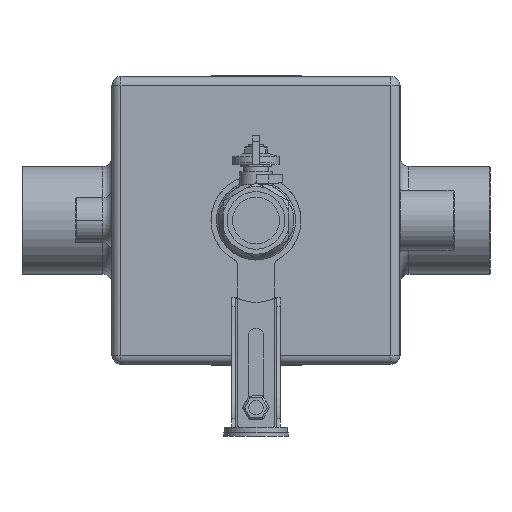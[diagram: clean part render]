
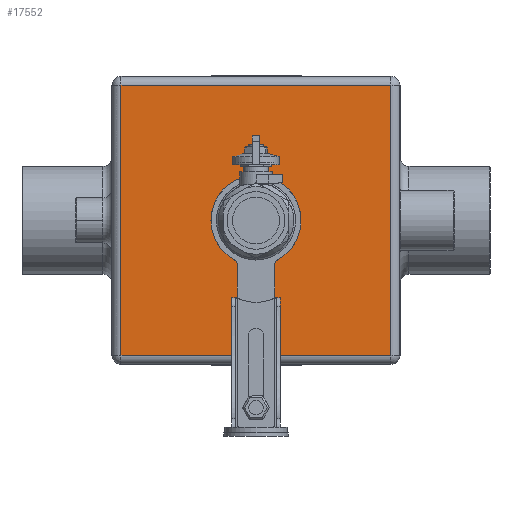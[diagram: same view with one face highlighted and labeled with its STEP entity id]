
A CAD part, front view. The second image highlights one B-rep face of the part: STEP entity #17552.
In plain terms, the highlighted planar face has unit normal (0, -1, 0).
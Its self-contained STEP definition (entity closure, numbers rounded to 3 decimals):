
#1228 = EDGE_CURVE ( 'NONE', #16355, #18833, #31471, .T. ) ;
#2126 = VERTEX_POINT ( 'NONE', #21008 ) ;
#2134 = ORIENTED_EDGE ( 'NONE', *, *, #22899, .T. ) ;
#2303 = DIRECTION ( 'NONE',  ( 0., 0., 1. ) ) ;
#3039 = EDGE_CURVE ( 'NONE', #18691, #16355, #3475, .T. ) ;
#3204 = VECTOR ( 'NONE', #25361, 1000. ) ;
#3295 = CARTESIAN_POINT ( 'NONE',  ( 75., -309., 80. ) ) ;
#3475 = LINE ( 'NONE', #6497, #14607 ) ;
#3625 = AXIS2_PLACEMENT_3D ( 'NONE', #17238, #19811, #4547 ) ;
#3704 = CIRCLE ( 'NONE', #3625, 21.85 ) ;
#4547 = DIRECTION ( 'NONE',  ( 0., 0., 1. ) ) ;
#4791 = DIRECTION ( 'NONE',  ( 1., 0., 0. ) ) ;
#6497 = CARTESIAN_POINT ( 'NONE',  ( -80., -309., 75. ) ) ;
#6709 = ORIENTED_EDGE ( 'NONE', *, *, #18666, .T. ) ;
#7858 = AXIS2_PLACEMENT_3D ( 'NONE', #12415, #19993, #2303 ) ;
#7875 = VECTOR ( 'NONE', #13531, 1000. ) ;
#8867 = DIRECTION ( 'NONE',  ( -1., 0., 0. ) ) ;
#8920 = ORIENTED_EDGE ( 'NONE', *, *, #28534, .T. ) ;
#9544 = CARTESIAN_POINT ( 'NONE',  ( 0., -309., 21.85 ) ) ;
#10068 = EDGE_LOOP ( 'NONE', ( #6709, #28805, #31673, #8920 ) ) ;
#10324 = CARTESIAN_POINT ( 'NONE',  ( 0., -309., 0. ) ) ;
#10685 = CARTESIAN_POINT ( 'NONE',  ( -75., -309., 75. ) ) ;
#12415 = CARTESIAN_POINT ( 'NONE',  ( 80., -309., 80. ) ) ;
#12914 = DIRECTION ( 'NONE',  ( 0., 0., 1. ) ) ;
#13531 = DIRECTION ( 'NONE',  ( 0., 0., 1. ) ) ;
#14607 = VECTOR ( 'NONE', #8867, 1000. ) ;
#14638 = LINE ( 'NONE', #3295, #7875 ) ;
#16355 = VERTEX_POINT ( 'NONE', #10685 ) ;
#16826 = CARTESIAN_POINT ( 'NONE',  ( -75., -309., -75. ) ) ;
#17041 = VERTEX_POINT ( 'NONE', #31789 ) ;
#17238 = CARTESIAN_POINT ( 'NONE',  ( 0., -309., 0. ) ) ;
#17552 = ADVANCED_FACE ( 'NONE', ( #20704, #19459 ), #17752, .F. ) ;
#17752 = PLANE ( 'NONE',  #7858 ) ;
#18168 = VECTOR ( 'NONE', #4791, 1000. ) ;
#18666 = EDGE_CURVE ( 'NONE', #2126, #18691, #14638, .T. ) ;
#18691 = VERTEX_POINT ( 'NONE', #26240 ) ;
#18833 = VERTEX_POINT ( 'NONE', #16826 ) ;
#19459 = FACE_OUTER_BOUND ( 'NONE', #10068, .T. ) ;
#19811 = DIRECTION ( 'NONE',  ( 0., 1., 0. ) ) ;
#19993 = DIRECTION ( 'NONE',  ( 0., 1., 0. ) ) ;
#20071 = CARTESIAN_POINT ( 'NONE',  ( 80., -309., -75. ) ) ;
#20704 = FACE_BOUND ( 'NONE', #21917, .T. ) ;
#21008 = CARTESIAN_POINT ( 'NONE',  ( 75., -309., -75. ) ) ;
#21917 = EDGE_LOOP ( 'NONE', ( #25315, #2134 ) ) ;
#22811 = CARTESIAN_POINT ( 'NONE',  ( -75., -309., 80. ) ) ;
#22899 = EDGE_CURVE ( 'NONE', #17041, #28208, #24088, .T. ) ;
#24088 = CIRCLE ( 'NONE', #30786, 21.85 ) ;
#25315 = ORIENTED_EDGE ( 'NONE', *, *, #30967, .T. ) ;
#25361 = DIRECTION ( 'NONE',  ( 0., 0., -1. ) ) ;
#26240 = CARTESIAN_POINT ( 'NONE',  ( 75., -309., 75. ) ) ;
#27732 = LINE ( 'NONE', #20071, #18168 ) ;
#28159 = DIRECTION ( 'NONE',  ( 0., 1., 0. ) ) ;
#28208 = VERTEX_POINT ( 'NONE', #9544 ) ;
#28534 = EDGE_CURVE ( 'NONE', #18833, #2126, #27732, .T. ) ;
#28805 = ORIENTED_EDGE ( 'NONE', *, *, #3039, .T. ) ;
#30786 = AXIS2_PLACEMENT_3D ( 'NONE', #10324, #28159, #12914 ) ;
#30967 = EDGE_CURVE ( 'NONE', #28208, #17041, #3704, .T. ) ;
#31471 = LINE ( 'NONE', #22811, #3204 ) ;
#31673 = ORIENTED_EDGE ( 'NONE', *, *, #1228, .T. ) ;
#31789 = CARTESIAN_POINT ( 'NONE',  ( 0., -309., -21.85 ) ) ;
